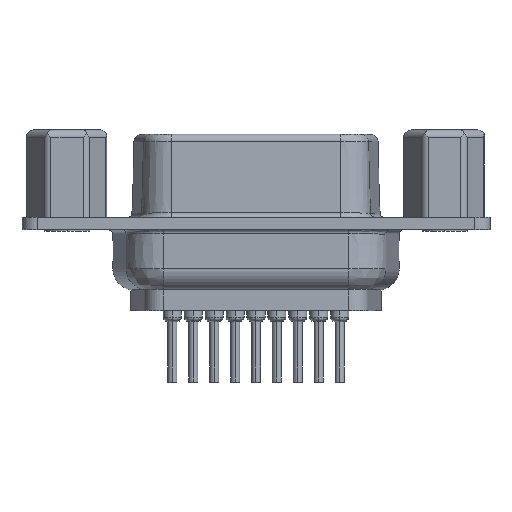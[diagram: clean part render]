
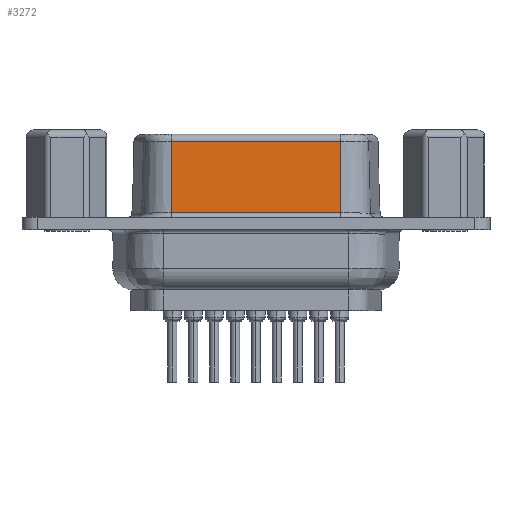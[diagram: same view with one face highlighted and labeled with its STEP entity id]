
A CAD part, top view. The second image highlights one B-rep face of the part: STEP entity #3272.
In plain terms, the highlighted planar face has unit normal (0, 0.026, 1).
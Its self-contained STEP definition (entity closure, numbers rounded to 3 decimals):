
#729 = PLANE ( 'NONE',  #4950 ) ;
#1432 = DIRECTION ( 'NONE',  ( -1., 0., 0. ) ) ;
#1668 = VECTOR ( 'NONE', #13398, 1000. ) ;
#1764 = VERTEX_POINT ( 'NONE', #12942 ) ;
#1907 = CARTESIAN_POINT ( 'NONE',  ( 15.915, 11.178, 1.721 ) ) ;
#2036 = VERTEX_POINT ( 'NONE', #1907 ) ;
#2047 = LINE ( 'NONE', #5288, #3844 ) ;
#2997 = CARTESIAN_POINT ( 'NONE',  ( 15.915, 6.457, 1.845 ) ) ;
#3272 = ADVANCED_FACE ( 'NONE', ( #13083 ), #729, .T. ) ;
#3584 = LINE ( 'NONE', #6675, #3830 ) ;
#3830 = VECTOR ( 'NONE', #1432, 1000. ) ;
#3844 = VECTOR ( 'NONE', #11650, 1000. ) ;
#4495 = CARTESIAN_POINT ( 'NONE',  ( 4.705, 6.457, 1.845 ) ) ;
#4530 = EDGE_CURVE ( 'NONE', #10044, #12013, #6772, .T. ) ;
#4950 = AXIS2_PLACEMENT_3D ( 'NONE', #10151, #7897, #12249 ) ;
#5288 = CARTESIAN_POINT ( 'NONE',  ( 15.915, -499000., 13068.789 ) ) ;
#5838 = CARTESIAN_POINT ( 'NONE',  ( 4.705, -499000., 13068.789 ) ) ;
#6675 = CARTESIAN_POINT ( 'NONE',  ( 15.915, 11.178, 1.721 ) ) ;
#6772 = LINE ( 'NONE', #4495, #8395 ) ;
#7341 = CARTESIAN_POINT ( 'NONE',  ( 4.705, 6.457, 1.845 ) ) ;
#7842 = EDGE_CURVE ( 'NONE', #10044, #1764, #11296, .T. ) ;
#7897 = DIRECTION ( 'NONE',  ( 0., 0.026, 1. ) ) ;
#8395 = VECTOR ( 'NONE', #13047, 1000. ) ;
#8571 = ORIENTED_EDGE ( 'NONE', *, *, #7842, .F. ) ;
#10044 = VERTEX_POINT ( 'NONE', #7341 ) ;
#10151 = CARTESIAN_POINT ( 'NONE',  ( 15.915, 6.165, 1.852 ) ) ;
#10261 = ORIENTED_EDGE ( 'NONE', *, *, #13281, .T. ) ;
#11296 = LINE ( 'NONE', #5838, #1668 ) ;
#11650 = DIRECTION ( 'NONE',  ( 0., -1., 0.026 ) ) ;
#12013 = VERTEX_POINT ( 'NONE', #2997 ) ;
#12249 = DIRECTION ( 'NONE',  ( 0., -1., 0.026 ) ) ;
#12485 = ORIENTED_EDGE ( 'NONE', *, *, #13500, .F. ) ;
#12500 = EDGE_LOOP ( 'NONE', ( #10261, #8571, #12676, #12485 ) ) ;
#12676 = ORIENTED_EDGE ( 'NONE', *, *, #4530, .T. ) ;
#12942 = CARTESIAN_POINT ( 'NONE',  ( 4.705, 11.178, 1.721 ) ) ;
#13047 = DIRECTION ( 'NONE',  ( 1., 0., 0. ) ) ;
#13083 = FACE_OUTER_BOUND ( 'NONE', #12500, .T. ) ;
#13281 = EDGE_CURVE ( 'NONE', #2036, #1764, #3584, .T. ) ;
#13398 = DIRECTION ( 'NONE',  ( 0., 1., -0.026 ) ) ;
#13500 = EDGE_CURVE ( 'NONE', #2036, #12013, #2047, .T. ) ;
